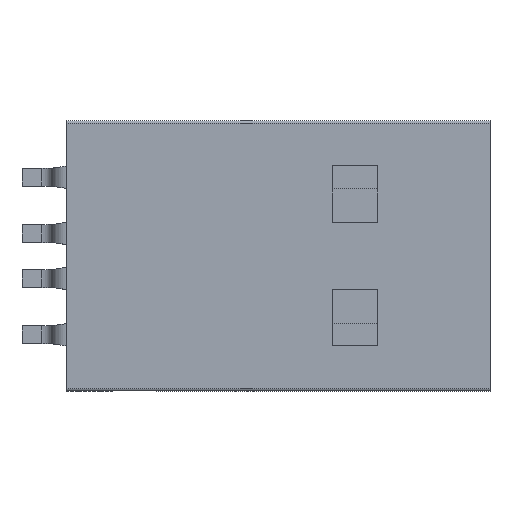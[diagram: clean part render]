
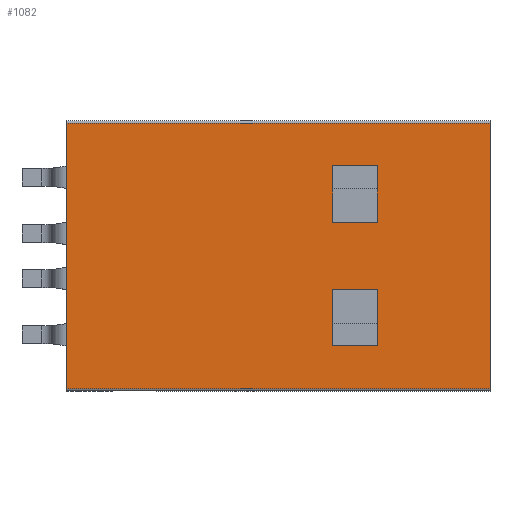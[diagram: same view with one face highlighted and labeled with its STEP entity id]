
A CAD part, top view. The second image highlights one B-rep face of the part: STEP entity #1082.
In plain terms, the highlighted planar face has unit normal (0, 0, 1).
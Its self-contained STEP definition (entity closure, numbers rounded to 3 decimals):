
#207 = VERTEX_POINT('',#208);
#208 = CARTESIAN_POINT('',(-8.,-5.9,3.3));
#215 = EDGE_CURVE('',#207,#216,#218,.T.);
#216 = VERTEX_POINT('',#217);
#217 = CARTESIAN_POINT('',(-8.,5.9,3.3));
#218 = LINE('',#219,#220);
#219 = CARTESIAN_POINT('',(-8.,-5.9,3.3));
#220 = VECTOR('',#221,1.);
#221 = DIRECTION('',(0.,1.,0.));
#278 = EDGE_CURVE('',#207,#279,#281,.T.);
#279 = VERTEX_POINT('',#280);
#280 = CARTESIAN_POINT('',(10.8,-5.9,3.3));
#281 = LINE('',#282,#283);
#282 = CARTESIAN_POINT('',(-8.,-5.9,3.3));
#283 = VECTOR('',#284,1.);
#284 = DIRECTION('',(1.,0.,0.));
#314 = EDGE_CURVE('',#279,#315,#317,.T.);
#315 = VERTEX_POINT('',#316);
#316 = CARTESIAN_POINT('',(10.8,5.9,3.3));
#317 = LINE('',#318,#319);
#318 = CARTESIAN_POINT('',(10.8,-5.9,3.3));
#319 = VECTOR('',#320,1.);
#320 = DIRECTION('',(0.,1.,0.));
#1071 = EDGE_CURVE('',#216,#315,#1072,.T.);
#1072 = LINE('',#1073,#1074);
#1073 = CARTESIAN_POINT('',(-8.,5.9,3.3));
#1074 = VECTOR('',#1075,1.);
#1075 = DIRECTION('',(1.,0.,0.));
#1082 = ADVANCED_FACE('',(#1083,#1089,#1123),#1157,.T.);
#1083 = FACE_BOUND('',#1084,.T.);
#1084 = EDGE_LOOP('',(#1085,#1086,#1087,#1088));
#1085 = ORIENTED_EDGE('',*,*,#278,.T.);
#1086 = ORIENTED_EDGE('',*,*,#314,.T.);
#1087 = ORIENTED_EDGE('',*,*,#1071,.F.);
#1088 = ORIENTED_EDGE('',*,*,#215,.F.);
#1089 = FACE_BOUND('',#1090,.T.);
#1090 = EDGE_LOOP('',(#1091,#1101,#1109,#1117));
#1091 = ORIENTED_EDGE('',*,*,#1092,.T.);
#1092 = EDGE_CURVE('',#1093,#1095,#1097,.T.);
#1093 = VERTEX_POINT('',#1094);
#1094 = CARTESIAN_POINT('',(3.8,-1.5,3.3));
#1095 = VERTEX_POINT('',#1096);
#1096 = CARTESIAN_POINT('',(5.8,-1.5,3.3));
#1097 = LINE('',#1098,#1099);
#1098 = CARTESIAN_POINT('',(3.8,-1.5,3.3));
#1099 = VECTOR('',#1100,1.);
#1100 = DIRECTION('',(1.,0.,0.));
#1101 = ORIENTED_EDGE('',*,*,#1102,.T.);
#1102 = EDGE_CURVE('',#1095,#1103,#1105,.T.);
#1103 = VERTEX_POINT('',#1104);
#1104 = CARTESIAN_POINT('',(5.8,-4.,3.3));
#1105 = LINE('',#1106,#1107);
#1106 = CARTESIAN_POINT('',(5.8,-1.5,3.3));
#1107 = VECTOR('',#1108,1.);
#1108 = DIRECTION('',(0.,-1.,0.));
#1109 = ORIENTED_EDGE('',*,*,#1110,.T.);
#1110 = EDGE_CURVE('',#1103,#1111,#1113,.T.);
#1111 = VERTEX_POINT('',#1112);
#1112 = CARTESIAN_POINT('',(3.8,-4.,3.3));
#1113 = LINE('',#1114,#1115);
#1114 = CARTESIAN_POINT('',(5.8,-4.,3.3));
#1115 = VECTOR('',#1116,1.);
#1116 = DIRECTION('',(-1.,0.,0.));
#1117 = ORIENTED_EDGE('',*,*,#1118,.T.);
#1118 = EDGE_CURVE('',#1111,#1093,#1119,.T.);
#1119 = LINE('',#1120,#1121);
#1120 = CARTESIAN_POINT('',(3.8,-4.,3.3));
#1121 = VECTOR('',#1122,1.);
#1122 = DIRECTION('',(0.,1.,0.));
#1123 = FACE_BOUND('',#1124,.T.);
#1124 = EDGE_LOOP('',(#1125,#1135,#1143,#1151));
#1125 = ORIENTED_EDGE('',*,*,#1126,.T.);
#1126 = EDGE_CURVE('',#1127,#1129,#1131,.T.);
#1127 = VERTEX_POINT('',#1128);
#1128 = CARTESIAN_POINT('',(3.8,4.,3.3));
#1129 = VERTEX_POINT('',#1130);
#1130 = CARTESIAN_POINT('',(5.8,4.,3.3));
#1131 = LINE('',#1132,#1133);
#1132 = CARTESIAN_POINT('',(3.8,4.,3.3));
#1133 = VECTOR('',#1134,1.);
#1134 = DIRECTION('',(1.,0.,0.));
#1135 = ORIENTED_EDGE('',*,*,#1136,.T.);
#1136 = EDGE_CURVE('',#1129,#1137,#1139,.T.);
#1137 = VERTEX_POINT('',#1138);
#1138 = CARTESIAN_POINT('',(5.8,1.5,3.3));
#1139 = LINE('',#1140,#1141);
#1140 = CARTESIAN_POINT('',(5.8,4.,3.3));
#1141 = VECTOR('',#1142,1.);
#1142 = DIRECTION('',(0.,-1.,0.));
#1143 = ORIENTED_EDGE('',*,*,#1144,.T.);
#1144 = EDGE_CURVE('',#1137,#1145,#1147,.T.);
#1145 = VERTEX_POINT('',#1146);
#1146 = CARTESIAN_POINT('',(3.8,1.5,3.3));
#1147 = LINE('',#1148,#1149);
#1148 = CARTESIAN_POINT('',(5.8,1.5,3.3));
#1149 = VECTOR('',#1150,1.);
#1150 = DIRECTION('',(-1.,0.,0.));
#1151 = ORIENTED_EDGE('',*,*,#1152,.T.);
#1152 = EDGE_CURVE('',#1145,#1127,#1153,.T.);
#1153 = LINE('',#1154,#1155);
#1154 = CARTESIAN_POINT('',(3.8,1.5,3.3));
#1155 = VECTOR('',#1156,1.);
#1156 = DIRECTION('',(0.,1.,0.));
#1157 = PLANE('',#1158);
#1158 = AXIS2_PLACEMENT_3D('',#1159,#1160,#1161);
#1159 = CARTESIAN_POINT('',(-8.,-5.9,3.3));
#1160 = DIRECTION('',(0.,0.,1.));
#1161 = DIRECTION('',(0.,1.,0.));
